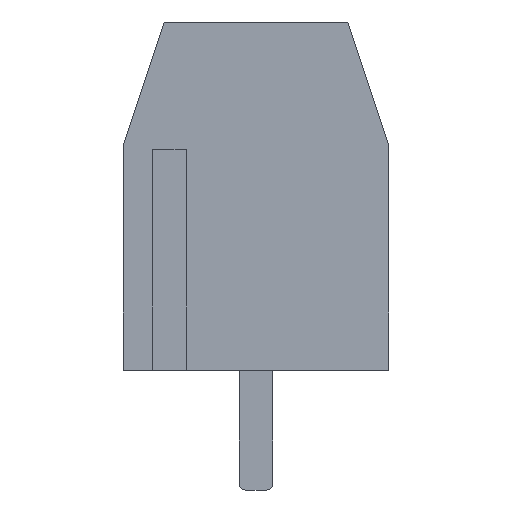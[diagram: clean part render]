
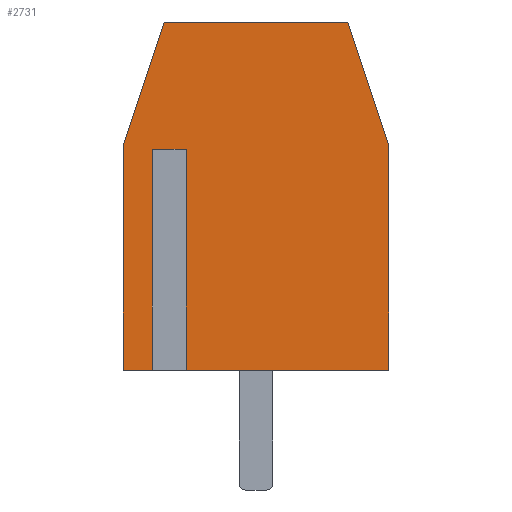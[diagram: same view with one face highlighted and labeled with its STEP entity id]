
A CAD part, left-side view. The second image highlights one B-rep face of the part: STEP entity #2731.
In plain terms, the highlighted planar face has unit normal (-1, 0, 0).
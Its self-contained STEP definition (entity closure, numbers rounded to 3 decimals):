
#121=PLANE('',#2911);
#209=FACE_OUTER_BOUND('',#368,.T.);
#368=EDGE_LOOP('',(#1855,#1856,#1857,#1858,#1859,#1860,#1861,#1862,#1863,
#1864));
#538=LINE('',#3955,#787);
#545=LINE('',#3972,#794);
#546=LINE('',#3973,#795);
#547=LINE('',#3975,#796);
#548=LINE('',#3977,#797);
#549=LINE('',#3979,#798);
#550=LINE('',#3981,#799);
#551=LINE('',#3983,#800);
#552=LINE('',#3985,#801);
#553=LINE('',#3986,#802);
#787=VECTOR('',#3190,10.);
#794=VECTOR('',#3207,10.);
#795=VECTOR('',#3208,10.);
#796=VECTOR('',#3209,10.);
#797=VECTOR('',#3210,10.);
#798=VECTOR('',#3211,10.);
#799=VECTOR('',#3212,10.);
#800=VECTOR('',#3213,10.);
#801=VECTOR('',#3214,10.);
#802=VECTOR('',#3215,10.);
#1132=VERTEX_POINT('',#3952);
#1133=VERTEX_POINT('',#3954);
#1137=VERTEX_POINT('',#3970);
#1138=VERTEX_POINT('',#3971);
#1139=VERTEX_POINT('',#3974);
#1140=VERTEX_POINT('',#3976);
#1141=VERTEX_POINT('',#3978);
#1142=VERTEX_POINT('',#3980);
#1143=VERTEX_POINT('',#3982);
#1144=VERTEX_POINT('',#3984);
#1409=EDGE_CURVE('',#1132,#1133,#538,.T.);
#1417=EDGE_CURVE('',#1137,#1138,#545,.T.);
#1418=EDGE_CURVE('',#1133,#1138,#546,.T.);
#1419=EDGE_CURVE('',#1132,#1139,#547,.T.);
#1420=EDGE_CURVE('',#1140,#1139,#548,.T.);
#1421=EDGE_CURVE('',#1140,#1141,#549,.T.);
#1422=EDGE_CURVE('',#1142,#1141,#550,.T.);
#1423=EDGE_CURVE('',#1143,#1142,#551,.T.);
#1424=EDGE_CURVE('',#1143,#1144,#552,.T.);
#1425=EDGE_CURVE('',#1144,#1137,#553,.T.);
#1855=ORIENTED_EDGE('',*,*,#1417,.T.);
#1856=ORIENTED_EDGE('',*,*,#1418,.F.);
#1857=ORIENTED_EDGE('',*,*,#1409,.F.);
#1858=ORIENTED_EDGE('',*,*,#1419,.T.);
#1859=ORIENTED_EDGE('',*,*,#1420,.F.);
#1860=ORIENTED_EDGE('',*,*,#1421,.T.);
#1861=ORIENTED_EDGE('',*,*,#1422,.F.);
#1862=ORIENTED_EDGE('',*,*,#1423,.F.);
#1863=ORIENTED_EDGE('',*,*,#1424,.T.);
#1864=ORIENTED_EDGE('',*,*,#1425,.T.);
#2731=ADVANCED_FACE('',(#209),#121,.F.);
#2911=AXIS2_PLACEMENT_3D('',#3969,#3205,#3206);
#3190=DIRECTION('',(0.,0.,-1.));
#3205=DIRECTION('center_axis',(1.,0.,0.));
#3206=DIRECTION('ref_axis',(0.,1.,0.));
#3207=DIRECTION('',(0.,0.,-1.));
#3208=DIRECTION('',(0.,1.,0.));
#3209=DIRECTION('',(0.,0.316,0.949));
#3210=DIRECTION('',(0.,-1.,0.));
#3211=DIRECTION('',(0.,0.316,-0.949));
#3212=DIRECTION('',(0.,0.,1.));
#3213=DIRECTION('',(0.,1.,0.));
#3214=DIRECTION('',(0.,0.,1.));
#3215=DIRECTION('',(0.,-1.,0.));
#3952=CARTESIAN_POINT('',(5.,-0.9,6.575));
#3954=CARTESIAN_POINT('',(5.,-0.9,-0.075));
#3955=CARTESIAN_POINT('',(5.,-0.9,10.175));
#3969=CARTESIAN_POINT('Origin',(5.,3.,5.05));
#3970=CARTESIAN_POINT('',(5.,5.05,6.425));
#3971=CARTESIAN_POINT('',(5.,5.05,-0.075));
#3972=CARTESIAN_POINT('',(5.,5.05,2.488));
#3973=CARTESIAN_POINT('',(5.,-0.9,-0.075));
#3974=CARTESIAN_POINT('',(5.,0.3,10.175));
#3975=CARTESIAN_POINT('',(5.,-0.334,8.274));
#3976=CARTESIAN_POINT('',(5.,5.7,10.175));
#3977=CARTESIAN_POINT('',(5.,6.9,10.175));
#3978=CARTESIAN_POINT('',(5.,6.9,6.575));
#3979=CARTESIAN_POINT('',(5.,6.934,6.474));
#3980=CARTESIAN_POINT('',(5.,6.9,-0.075));
#3981=CARTESIAN_POINT('',(5.,6.9,-0.075));
#3982=CARTESIAN_POINT('',(5.,6.05,-0.075));
#3983=CARTESIAN_POINT('',(5.,-0.9,-0.075));
#3984=CARTESIAN_POINT('',(5.,6.05,6.425));
#3985=CARTESIAN_POINT('',(5.,6.05,5.738));
#3986=CARTESIAN_POINT('',(5.,4.025,6.425));
